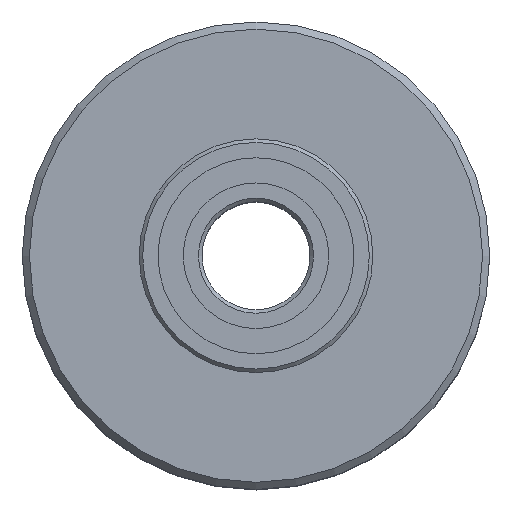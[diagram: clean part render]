
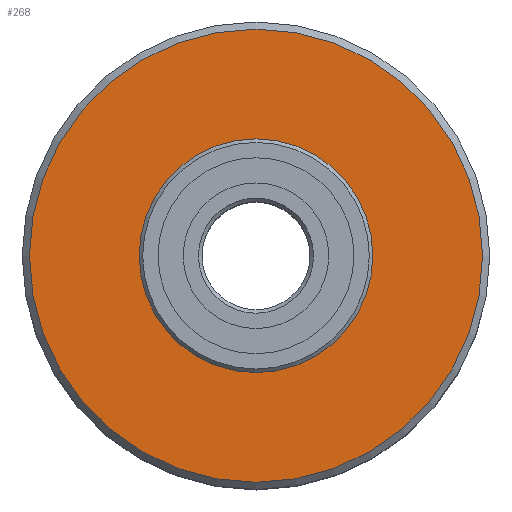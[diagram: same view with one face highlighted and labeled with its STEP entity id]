
A CAD part, top view. The second image highlights one B-rep face of the part: STEP entity #268.
In plain terms, the highlighted planar face has unit normal (0, 0, 1).
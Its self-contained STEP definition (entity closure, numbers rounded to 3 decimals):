
#112 = CYLINDRICAL_SURFACE('',#113,3.25);
#113 = AXIS2_PLACEMENT_3D('',#114,#115,#116);
#114 = CARTESIAN_POINT('',(0.,0.,1.75));
#115 = DIRECTION('',(0.,0.,1.));
#116 = DIRECTION('',(1.,0.,0.));
#184 = VERTEX_POINT('',#185);
#185 = CARTESIAN_POINT('',(3.25,0.,4.25));
#206 = EDGE_CURVE('',#184,#184,#207,.T.);
#207 = SURFACE_CURVE('',#208,(#213,#220),.PCURVE_S1.);
#208 = CIRCLE('',#209,3.25);
#209 = AXIS2_PLACEMENT_3D('',#210,#211,#212);
#210 = CARTESIAN_POINT('',(0.,0.,4.25));
#211 = DIRECTION('',(0.,0.,-1.));
#212 = DIRECTION('',(1.,0.,0.));
#213 = PCURVE('',#112,#214);
#214 = DEFINITIONAL_REPRESENTATION('',(#215),#219);
#215 = LINE('',#216,#217);
#216 = CARTESIAN_POINT('',(-0.,2.5));
#217 = VECTOR('',#218,1.);
#218 = DIRECTION('',(-1.,0.));
#219 = ( GEOMETRIC_REPRESENTATION_CONTEXT(2) 
PARAMETRIC_REPRESENTATION_CONTEXT() REPRESENTATION_CONTEXT('2D SPACE',''
  ) );
#220 = PCURVE('',#221,#226);
#221 = PLANE('',#222);
#222 = AXIS2_PLACEMENT_3D('',#223,#224,#225);
#223 = CARTESIAN_POINT('',(0.,0.,4.25));
#224 = DIRECTION('',(0.,0.,-1.));
#225 = DIRECTION('',(1.,0.,0.));
#226 = DEFINITIONAL_REPRESENTATION('',(#227),#231);
#227 = CIRCLE('',#228,3.25);
#228 = AXIS2_PLACEMENT_2D('',#229,#230);
#229 = CARTESIAN_POINT('',(0.,0.));
#230 = DIRECTION('',(1.,-0.));
#231 = ( GEOMETRIC_REPRESENTATION_CONTEXT(2) 
PARAMETRIC_REPRESENTATION_CONTEXT() REPRESENTATION_CONTEXT('2D SPACE',''
  ) );
#268 = ADVANCED_FACE('',(#269,#272),#221,.F.);
#269 = FACE_BOUND('',#270,.T.);
#270 = EDGE_LOOP('',(#271));
#271 = ORIENTED_EDGE('',*,*,#206,.T.);
#272 = FACE_BOUND('',#273,.T.);
#273 = EDGE_LOOP('',(#274));
#274 = ORIENTED_EDGE('',*,*,#275,.F.);
#275 = EDGE_CURVE('',#276,#276,#278,.T.);
#276 = VERTEX_POINT('',#277);
#277 = CARTESIAN_POINT('',(6.3,0.,4.25));
#278 = SURFACE_CURVE('',#279,(#284,#291),.PCURVE_S1.);
#279 = CIRCLE('',#280,6.3);
#280 = AXIS2_PLACEMENT_3D('',#281,#282,#283);
#281 = CARTESIAN_POINT('',(0.,0.,4.25));
#282 = DIRECTION('',(0.,0.,-1.));
#283 = DIRECTION('',(1.,0.,0.));
#284 = PCURVE('',#221,#285);
#285 = DEFINITIONAL_REPRESENTATION('',(#286),#290);
#286 = CIRCLE('',#287,6.3);
#287 = AXIS2_PLACEMENT_2D('',#288,#289);
#288 = CARTESIAN_POINT('',(0.,0.));
#289 = DIRECTION('',(1.,-0.));
#290 = ( GEOMETRIC_REPRESENTATION_CONTEXT(2) 
PARAMETRIC_REPRESENTATION_CONTEXT() REPRESENTATION_CONTEXT('2D SPACE',''
  ) );
#291 = PCURVE('',#292,#297);
#292 = CONICAL_SURFACE('',#293,6.3,0.785);
#293 = AXIS2_PLACEMENT_3D('',#294,#295,#296);
#294 = CARTESIAN_POINT('',(0.,0.,4.25));
#295 = DIRECTION('',(0.,0.,-1.));
#296 = DIRECTION('',(1.,0.,0.));
#297 = DEFINITIONAL_REPRESENTATION('',(#298),#302);
#298 = LINE('',#299,#300);
#299 = CARTESIAN_POINT('',(0.,0.));
#300 = VECTOR('',#301,1.);
#301 = DIRECTION('',(1.,0.));
#302 = ( GEOMETRIC_REPRESENTATION_CONTEXT(2) 
PARAMETRIC_REPRESENTATION_CONTEXT() REPRESENTATION_CONTEXT('2D SPACE',''
  ) );
